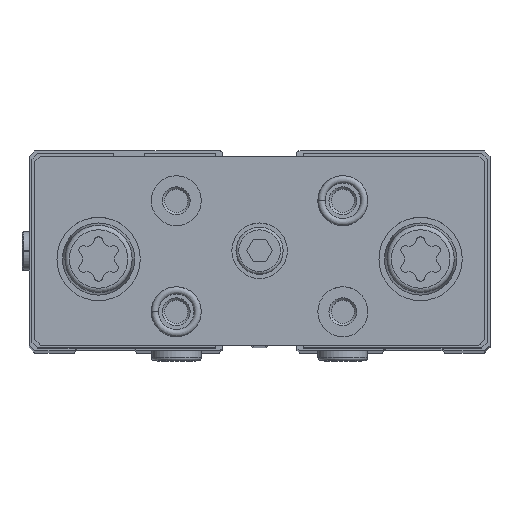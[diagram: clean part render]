
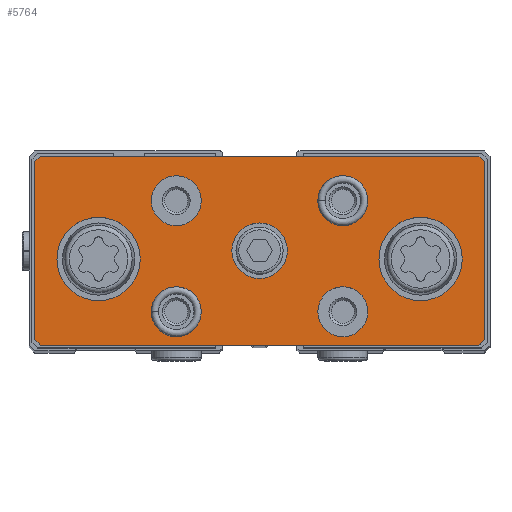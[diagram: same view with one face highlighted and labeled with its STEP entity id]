
A CAD part, top view. The second image highlights one B-rep face of the part: STEP entity #5764.
In plain terms, the highlighted face is planar.
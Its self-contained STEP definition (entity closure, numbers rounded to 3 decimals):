
#501=CIRCLE('',#6404,5.);
#502=CIRCLE('',#6405,7.5);
#503=CIRCLE('',#6406,7.5);
#504=CIRCLE('',#6407,4.5);
#505=CIRCLE('',#6408,4.5);
#506=CIRCLE('',#6409,4.5);
#507=CIRCLE('',#6410,4.5);
#1700=ORIENTED_EDGE('',*,*,#2654,.F.);
#1701=ORIENTED_EDGE('',*,*,#2655,.F.);
#1702=ORIENTED_EDGE('',*,*,#2656,.F.);
#1703=ORIENTED_EDGE('',*,*,#2657,.F.);
#1704=ORIENTED_EDGE('',*,*,#2658,.F.);
#1705=ORIENTED_EDGE('',*,*,#2659,.F.);
#1706=ORIENTED_EDGE('',*,*,#2660,.F.);
#1707=ORIENTED_EDGE('',*,*,#2619,.T.);
#1708=ORIENTED_EDGE('',*,*,#2623,.T.);
#1709=ORIENTED_EDGE('',*,*,#2628,.T.);
#1710=ORIENTED_EDGE('',*,*,#2631,.T.);
#1711=ORIENTED_EDGE('',*,*,#2634,.T.);
#1712=ORIENTED_EDGE('',*,*,#2637,.T.);
#1713=ORIENTED_EDGE('',*,*,#2642,.T.);
#1714=ORIENTED_EDGE('',*,*,#2645,.T.);
#2619=EDGE_CURVE('',#3228,#3229,#3707,.T.);
#2623=EDGE_CURVE('',#3229,#3232,#3711,.T.);
#2628=EDGE_CURVE('',#3232,#3236,#3714,.T.);
#2631=EDGE_CURVE('',#3236,#3238,#3717,.T.);
#2634=EDGE_CURVE('',#3238,#3240,#3720,.T.);
#2637=EDGE_CURVE('',#3240,#3242,#3723,.T.);
#2642=EDGE_CURVE('',#3242,#3246,#3726,.T.);
#2645=EDGE_CURVE('',#3246,#3228,#3729,.T.);
#2654=EDGE_CURVE('',#3255,#3255,#501,.T.);
#2655=EDGE_CURVE('',#3256,#3256,#502,.T.);
#2656=EDGE_CURVE('',#3257,#3257,#503,.T.);
#2657=EDGE_CURVE('',#3258,#3258,#504,.T.);
#2658=EDGE_CURVE('',#3259,#3259,#505,.T.);
#2659=EDGE_CURVE('',#3260,#3260,#506,.T.);
#2660=EDGE_CURVE('',#3261,#3261,#507,.T.);
#3228=VERTEX_POINT('',#9628);
#3229=VERTEX_POINT('',#9629);
#3232=VERTEX_POINT('',#9637);
#3236=VERTEX_POINT('',#9647);
#3238=VERTEX_POINT('',#9653);
#3240=VERTEX_POINT('',#9659);
#3242=VERTEX_POINT('',#9665);
#3246=VERTEX_POINT('',#9675);
#3255=VERTEX_POINT('',#9699);
#3256=VERTEX_POINT('',#9701);
#3257=VERTEX_POINT('',#9703);
#3258=VERTEX_POINT('',#9705);
#3259=VERTEX_POINT('',#9707);
#3260=VERTEX_POINT('',#9709);
#3261=VERTEX_POINT('',#9711);
#3707=LINE('',#9627,#4125);
#3711=LINE('',#9636,#4129);
#3714=LINE('',#9646,#4132);
#3717=LINE('',#9652,#4135);
#3720=LINE('',#9658,#4138);
#3723=LINE('',#9664,#4141);
#3726=LINE('',#9674,#4144);
#3729=LINE('',#9680,#4147);
#4125=VECTOR('',#7837,1000.);
#4129=VECTOR('',#7843,1000.);
#4132=VECTOR('',#7852,1000.);
#4135=VECTOR('',#7857,1000.);
#4138=VECTOR('',#7862,1000.);
#4141=VECTOR('',#7867,1000.);
#4144=VECTOR('',#7876,1000.);
#4147=VECTOR('',#7881,1000.);
#4589=EDGE_LOOP('',(#1700));
#4590=EDGE_LOOP('',(#1701));
#4591=EDGE_LOOP('',(#1702));
#4592=EDGE_LOOP('',(#1703));
#4593=EDGE_LOOP('',(#1704));
#4594=EDGE_LOOP('',(#1705));
#4595=EDGE_LOOP('',(#1706));
#4596=EDGE_LOOP('',(#1707,#1708,#1709,#1710,#1711,#1712,#1713,#1714));
#5151=FACE_BOUND('',#4589,.T.);
#5152=FACE_BOUND('',#4590,.T.);
#5153=FACE_BOUND('',#4591,.T.);
#5154=FACE_BOUND('',#4592,.T.);
#5155=FACE_BOUND('',#4593,.T.);
#5156=FACE_BOUND('',#4594,.T.);
#5157=FACE_BOUND('',#4595,.T.);
#5158=FACE_BOUND('',#4596,.T.);
#5479=PLANE('',#6403);
#5764=ADVANCED_FACE('',(#5151,#5152,#5153,#5154,#5155,#5156,#5157,#5158),
#5479,.T.);
#6403=AXIS2_PLACEMENT_3D('',#9697,#7899,#7900);
#6404=AXIS2_PLACEMENT_3D('',#9698,#7901,#7902);
#6405=AXIS2_PLACEMENT_3D('',#9700,#7903,#7904);
#6406=AXIS2_PLACEMENT_3D('',#9702,#7905,#7906);
#6407=AXIS2_PLACEMENT_3D('',#9704,#7907,#7908);
#6408=AXIS2_PLACEMENT_3D('',#9706,#7909,#7910);
#6409=AXIS2_PLACEMENT_3D('',#9708,#7911,#7912);
#6410=AXIS2_PLACEMENT_3D('',#9710,#7913,#7914);
#7837=DIRECTION('',(0.,-1.,0.));
#7843=DIRECTION('',(0.,-0.707,-0.707));
#7852=DIRECTION('',(0.,0.,-1.));
#7857=DIRECTION('',(0.,0.707,-0.707));
#7862=DIRECTION('',(0.,1.,0.));
#7867=DIRECTION('',(0.,0.707,0.707));
#7876=DIRECTION('',(0.,0.,1.));
#7881=DIRECTION('',(0.,-0.707,0.707));
#7899=DIRECTION('',(1.,0.,0.));
#7900=DIRECTION('',(0.,0.,-1.));
#7901=DIRECTION('',(1.,0.,0.));
#7902=DIRECTION('',(0.,0.,-1.));
#7903=DIRECTION('',(1.,0.,0.));
#7904=DIRECTION('',(0.,0.,-1.));
#7905=DIRECTION('',(1.,0.,0.));
#7906=DIRECTION('',(0.,0.,-1.));
#7907=DIRECTION('',(1.,0.,0.));
#7908=DIRECTION('',(0.,0.,-1.));
#7909=DIRECTION('',(1.,0.,0.));
#7910=DIRECTION('',(0.,0.,-1.));
#7911=DIRECTION('',(1.,0.,0.));
#7912=DIRECTION('',(0.,0.,-1.));
#7913=DIRECTION('',(1.,0.,0.));
#7914=DIRECTION('',(0.,0.,-1.));
#9627=CARTESIAN_POINT('',(14.,16.,40.5));
#9628=CARTESIAN_POINT('',(14.,16.,40.5));
#9629=CARTESIAN_POINT('',(14.,-16.,40.5));
#9636=CARTESIAN_POINT('',(14.,-16.,40.5));
#9637=CARTESIAN_POINT('',(14.,-17.,39.5));
#9646=CARTESIAN_POINT('',(14.,-17.,39.5));
#9647=CARTESIAN_POINT('',(14.,-17.,-39.5));
#9652=CARTESIAN_POINT('',(14.,-17.,-39.5));
#9653=CARTESIAN_POINT('',(14.,-16.,-40.5));
#9658=CARTESIAN_POINT('',(14.,-16.,-40.5));
#9659=CARTESIAN_POINT('',(14.,16.,-40.5));
#9664=CARTESIAN_POINT('',(14.,16.,-40.5));
#9665=CARTESIAN_POINT('',(14.,17.,-39.5));
#9674=CARTESIAN_POINT('',(14.,17.,-39.5));
#9675=CARTESIAN_POINT('',(14.,17.,39.5));
#9680=CARTESIAN_POINT('',(14.,17.,39.5));
#9697=CARTESIAN_POINT('',(14.,0.,0.));
#9698=CARTESIAN_POINT('',(14.,0.,0.));
#9699=CARTESIAN_POINT('',(14.,0.,-5.));
#9700=CARTESIAN_POINT('',(14.,-1.5,-29.));
#9701=CARTESIAN_POINT('',(14.,-1.5,-36.5));
#9702=CARTESIAN_POINT('',(14.,-1.5,29.));
#9703=CARTESIAN_POINT('',(14.,-1.5,21.5));
#9704=CARTESIAN_POINT('',(14.,9.,-15.));
#9705=CARTESIAN_POINT('',(14.,9.,-19.5));
#9706=CARTESIAN_POINT('',(14.,9.,15.));
#9707=CARTESIAN_POINT('',(14.,9.,10.5));
#9708=CARTESIAN_POINT('',(14.,-11.,-15.));
#9709=CARTESIAN_POINT('',(14.,-11.,-19.5));
#9710=CARTESIAN_POINT('',(14.,-11.,15.));
#9711=CARTESIAN_POINT('',(14.,-11.,10.5));
